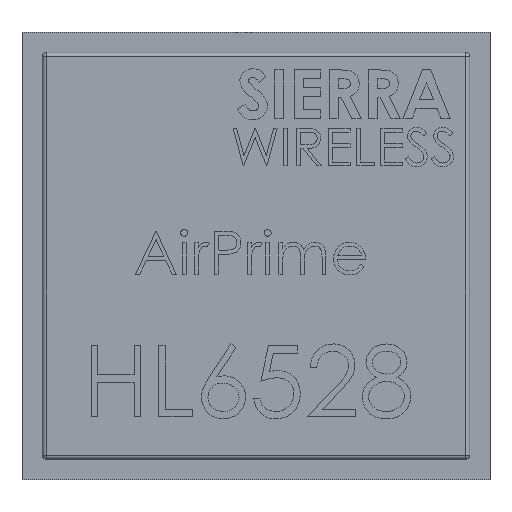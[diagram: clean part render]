
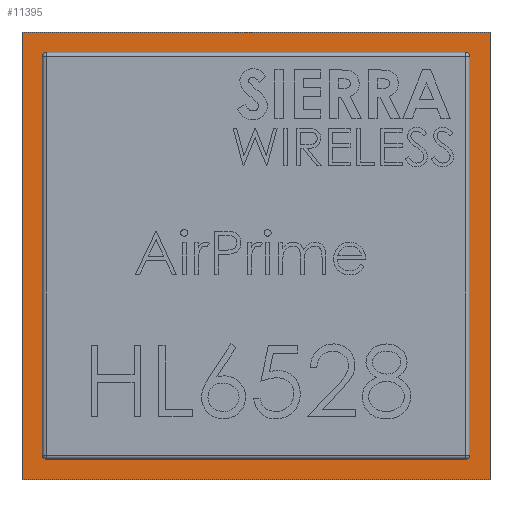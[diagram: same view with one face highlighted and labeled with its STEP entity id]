
A CAD part, top view. The second image highlights one B-rep face of the part: STEP entity #11395.
In plain terms, the highlighted planar face has unit normal (0, 0, 1).
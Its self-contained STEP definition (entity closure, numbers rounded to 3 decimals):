
#11395 = ADVANCED_FACE('',(#11396,#11430),#11500,.T.);
#11396 = FACE_BOUND('',#11397,.T.);
#11397 = EDGE_LOOP('',(#11398,#11408,#11416,#11424));
#11398 = ORIENTED_EDGE('',*,*,#11399,.T.);
#11399 = EDGE_CURVE('',#11400,#11402,#11404,.T.);
#11400 = VERTEX_POINT('',#11401);
#11401 = CARTESIAN_POINT('',(-11.5,11.,0.8));
#11402 = VERTEX_POINT('',#11403);
#11403 = CARTESIAN_POINT('',(-11.5,-11.,0.8));
#11404 = LINE('',#11405,#11406);
#11405 = CARTESIAN_POINT('',(-11.5,11.,0.8));
#11406 = VECTOR('',#11407,1.);
#11407 = DIRECTION('',(0.,-1.,0.));
#11408 = ORIENTED_EDGE('',*,*,#11409,.T.);
#11409 = EDGE_CURVE('',#11402,#11410,#11412,.T.);
#11410 = VERTEX_POINT('',#11411);
#11411 = CARTESIAN_POINT('',(11.5,-11.,0.8));
#11412 = LINE('',#11413,#11414);
#11413 = CARTESIAN_POINT('',(-11.5,-11.,0.8));
#11414 = VECTOR('',#11415,1.);
#11415 = DIRECTION('',(1.,0.,0.));
#11416 = ORIENTED_EDGE('',*,*,#11417,.T.);
#11417 = EDGE_CURVE('',#11410,#11418,#11420,.T.);
#11418 = VERTEX_POINT('',#11419);
#11419 = CARTESIAN_POINT('',(11.5,11.,0.8));
#11420 = LINE('',#11421,#11422);
#11421 = CARTESIAN_POINT('',(11.5,11.,0.8));
#11422 = VECTOR('',#11423,1.);
#11423 = DIRECTION('',(0.,1.,0.));
#11424 = ORIENTED_EDGE('',*,*,#11425,.T.);
#11425 = EDGE_CURVE('',#11418,#11400,#11426,.T.);
#11426 = LINE('',#11427,#11428);
#11427 = CARTESIAN_POINT('',(-11.5,11.,0.8));
#11428 = VECTOR('',#11429,1.);
#11429 = DIRECTION('',(-1.,0.,0.));
#11430 = FACE_BOUND('',#11431,.T.);
#11431 = EDGE_LOOP('',(#11432,#11442,#11451,#11459,#11468,#11476,#11485,
    #11493));
#11432 = ORIENTED_EDGE('',*,*,#11433,.F.);
#11433 = EDGE_CURVE('',#11434,#11436,#11438,.T.);
#11434 = VERTEX_POINT('',#11435);
#11435 = CARTESIAN_POINT('',(-10.3,-10.,0.8));
#11436 = VERTEX_POINT('',#11437);
#11437 = CARTESIAN_POINT('',(10.3,-10.,0.8));
#11438 = LINE('',#11439,#11440);
#11439 = CARTESIAN_POINT('',(-10.5,-10.,0.8));
#11440 = VECTOR('',#11441,1.);
#11441 = DIRECTION('',(1.,0.,0.));
#11442 = ORIENTED_EDGE('',*,*,#11443,.T.);
#11443 = EDGE_CURVE('',#11434,#11444,#11446,.T.);
#11444 = VERTEX_POINT('',#11445);
#11445 = CARTESIAN_POINT('',(-10.5,-9.8,0.8));
#11446 = CIRCLE('',#11447,0.2);
#11447 = AXIS2_PLACEMENT_3D('',#11448,#11449,#11450);
#11448 = CARTESIAN_POINT('',(-10.3,-9.8,0.8));
#11449 = DIRECTION('',(0.,0.,-1.));
#11450 = DIRECTION('',(0.,-1.,0.));
#11451 = ORIENTED_EDGE('',*,*,#11452,.F.);
#11452 = EDGE_CURVE('',#11453,#11444,#11455,.T.);
#11453 = VERTEX_POINT('',#11454);
#11454 = CARTESIAN_POINT('',(-10.5,9.8,0.8));
#11455 = LINE('',#11456,#11457);
#11456 = CARTESIAN_POINT('',(-10.5,10.,0.8));
#11457 = VECTOR('',#11458,1.);
#11458 = DIRECTION('',(0.,-1.,0.));
#11459 = ORIENTED_EDGE('',*,*,#11460,.T.);
#11460 = EDGE_CURVE('',#11453,#11461,#11463,.T.);
#11461 = VERTEX_POINT('',#11462);
#11462 = CARTESIAN_POINT('',(-10.3,10.,0.8));
#11463 = CIRCLE('',#11464,0.2);
#11464 = AXIS2_PLACEMENT_3D('',#11465,#11466,#11467);
#11465 = CARTESIAN_POINT('',(-10.3,9.8,0.8));
#11466 = DIRECTION('',(0.,0.,-1.));
#11467 = DIRECTION('',(0.,-1.,0.));
#11468 = ORIENTED_EDGE('',*,*,#11469,.F.);
#11469 = EDGE_CURVE('',#11470,#11461,#11472,.T.);
#11470 = VERTEX_POINT('',#11471);
#11471 = CARTESIAN_POINT('',(10.3,10.,0.8));
#11472 = LINE('',#11473,#11474);
#11473 = CARTESIAN_POINT('',(-10.5,10.,0.8));
#11474 = VECTOR('',#11475,1.);
#11475 = DIRECTION('',(-1.,0.,0.));
#11476 = ORIENTED_EDGE('',*,*,#11477,.T.);
#11477 = EDGE_CURVE('',#11470,#11478,#11480,.T.);
#11478 = VERTEX_POINT('',#11479);
#11479 = CARTESIAN_POINT('',(10.5,9.8,0.8));
#11480 = CIRCLE('',#11481,0.2);
#11481 = AXIS2_PLACEMENT_3D('',#11482,#11483,#11484);
#11482 = CARTESIAN_POINT('',(10.3,9.8,0.8));
#11483 = DIRECTION('',(0.,0.,-1.));
#11484 = DIRECTION('',(0.,-1.,0.));
#11485 = ORIENTED_EDGE('',*,*,#11486,.F.);
#11486 = EDGE_CURVE('',#11487,#11478,#11489,.T.);
#11487 = VERTEX_POINT('',#11488);
#11488 = CARTESIAN_POINT('',(10.5,-9.8,0.8));
#11489 = LINE('',#11490,#11491);
#11490 = CARTESIAN_POINT('',(10.5,10.,0.8));
#11491 = VECTOR('',#11492,1.);
#11492 = DIRECTION('',(0.,1.,0.));
#11493 = ORIENTED_EDGE('',*,*,#11494,.T.);
#11494 = EDGE_CURVE('',#11487,#11436,#11495,.T.);
#11495 = CIRCLE('',#11496,0.2);
#11496 = AXIS2_PLACEMENT_3D('',#11497,#11498,#11499);
#11497 = CARTESIAN_POINT('',(10.3,-9.8,0.8));
#11498 = DIRECTION('',(0.,0.,-1.));
#11499 = DIRECTION('',(0.,-1.,0.));
#11500 = PLANE('',#11501);
#11501 = AXIS2_PLACEMENT_3D('',#11502,#11503,#11504);
#11502 = CARTESIAN_POINT('',(-11.5,-11.,0.8));
#11503 = DIRECTION('',(0.,0.,1.));
#11504 = DIRECTION('',(0.,-1.,0.));
